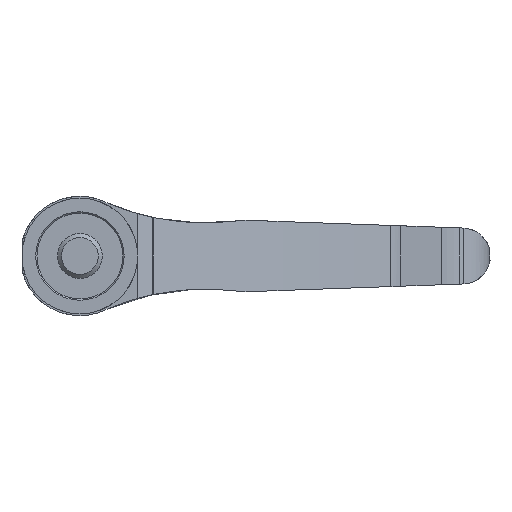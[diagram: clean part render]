
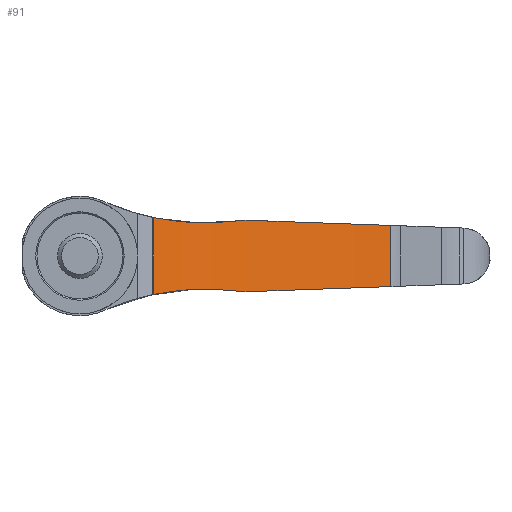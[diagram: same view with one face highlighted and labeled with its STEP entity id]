
A CAD part, front view. The second image highlights one B-rep face of the part: STEP entity #91.
In plain terms, the highlighted cylindrical face has radius 289.16 mm (diameter 578.32 mm), a partial arc.
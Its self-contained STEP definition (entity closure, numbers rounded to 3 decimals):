
#91 = ADVANCED_FACE( '', ( #228 ), #229, .F. );
#228 = FACE_OUTER_BOUND( '', #422, .T. );
#229 = CYLINDRICAL_SURFACE( '', #423, 289.16 );
#422 = EDGE_LOOP( '', ( #636, #637, #638, #639, #640, #641, #642, #643 ) );
#423 = AXIS2_PLACEMENT_3D( '', #644, #645, #646 );
#636 = ORIENTED_EDGE( '', *, *, #1110, .T. );
#637 = ORIENTED_EDGE( '', *, *, #1111, .F. );
#638 = ORIENTED_EDGE( '', *, *, #1098, .T. );
#639 = ORIENTED_EDGE( '', *, *, #1112, .T. );
#640 = ORIENTED_EDGE( '', *, *, #1113, .F. );
#641 = ORIENTED_EDGE( '', *, *, #1114, .T. );
#642 = ORIENTED_EDGE( '', *, *, #1115, .T. );
#643 = ORIENTED_EDGE( '', *, *, #1116, .F. );
#644 = CARTESIAN_POINT( '', ( 152.317, -223.239, 32. ) );
#645 = DIRECTION( '', ( 0., 0., 1. ) );
#646 = DIRECTION( '', ( -1., 0., 0. ) );
#1098 = EDGE_CURVE( '', #1298, #1299, #1300, .T. );
#1110 = EDGE_CURVE( '', #1318, #1319, #1320, .T. );
#1111 = EDGE_CURVE( '', #1298, #1319, #1321, .T. );
#1112 = EDGE_CURVE( '', #1299, #1322, #1323, .F. );
#1113 = EDGE_CURVE( '', #1324, #1322, #1325, .T. );
#1114 = EDGE_CURVE( '', #1324, #1326, #1327, .F. );
#1115 = EDGE_CURVE( '', #1326, #1328, #1329, .T. );
#1116 = EDGE_CURVE( '', #1318, #1328, #1330, .T. );
#1298 = VERTEX_POINT( '', #1583 );
#1299 = VERTEX_POINT( '', #1584 );
#1300 = B_SPLINE_CURVE_WITH_KNOTS( '', 3, ( #1585, #1586, #1587, #1588 ), .UNSPECIFIED., .F., .F., ( 4, 4 ), ( 0., 0.002 ), .UNSPECIFIED. );
#1318 = VERTEX_POINT( '', #1612 );
#1319 = VERTEX_POINT( '', #1613 );
#1320 = LINE( '', #1614, #1615 );
#1321 = B_SPLINE_CURVE_WITH_KNOTS( '', 3, ( #1616, #1617, #1618, #1619, #1620, #1621 ), .UNSPECIFIED., .F., .F., ( 4, 2, 4 ), ( 0., 0.013, 0.025 ), .UNSPECIFIED. );
#1322 = VERTEX_POINT( '', #1622 );
#1323 = ELLIPSE( '', #1623, 289.347, 289.16 );
#1324 = VERTEX_POINT( '', #1624 );
#1325 = LINE( '', #1625, #1626 );
#1326 = VERTEX_POINT( '', #1627 );
#1327 = ELLIPSE( '', #1628, 289.347, 289.16 );
#1328 = VERTEX_POINT( '', #1629 );
#1329 = B_SPLINE_CURVE_WITH_KNOTS( '', 3, ( #1630, #1631, #1632, #1633 ), .UNSPECIFIED., .F., .F., ( 4, 4 ), ( 0., 0.002 ), .UNSPECIFIED. );
#1330 = B_SPLINE_CURVE_WITH_KNOTS( '', 3, ( #1634, #1635, #1636, #1637, #1638, #1639 ), .UNSPECIFIED., .F., .F., ( 4, 2, 4 ), ( 0., 0.013, 0.025 ), .UNSPECIFIED. );
#1583 = CARTESIAN_POINT( '', ( 42.804, 44.381, -9.45 ) );
#1584 = CARTESIAN_POINT( '', ( 45.114, 45.315, -9.564 ) );
#1585 = CARTESIAN_POINT( '', ( 42.804, 44.381, -9.45 ) );
#1586 = CARTESIAN_POINT( '', ( 43.57, 44.694, -9.554 ) );
#1587 = CARTESIAN_POINT( '', ( 44.34, 45.006, -9.592 ) );
#1588 = CARTESIAN_POINT( '', ( 45.114, 45.315, -9.564 ) );
#1612 = CARTESIAN_POINT( '', ( 19.824, 33.781, 10.293 ) );
#1613 = CARTESIAN_POINT( '', ( 19.824, 33.781, -10.293 ) );
#1614 = CARTESIAN_POINT( '', ( 19.824, 33.781, 32. ) );
#1615 = VECTOR( '', #2256, 1000. );
#1616 = CARTESIAN_POINT( '', ( 42.804, 44.381, -9.45 ) );
#1617 = CARTESIAN_POINT( '', ( 38.876, 42.774, -8.918 ) );
#1618 = CARTESIAN_POINT( '', ( 34.998, 41.086, -8.743 ) );
#1619 = CARTESIAN_POINT( '', ( 27.339, 37.552, -9.036 ) );
#1620 = CARTESIAN_POINT( '', ( 23.558, 35.706, -9.505 ) );
#1621 = CARTESIAN_POINT( '', ( 19.824, 33.781, -10.293 ) );
#1622 = CARTESIAN_POINT( '', ( 83.209, 57.542, -8.194 ) );
#1623 = AXIS2_PLACEMENT_3D( '', #2257, #2258, #2259 );
#1624 = CARTESIAN_POINT( '', ( 83.209, 57.542, 8.194 ) );
#1625 = CARTESIAN_POINT( '', ( 83.209, 57.542, 32. ) );
#1626 = VECTOR( '', #2260, 1000. );
#1627 = CARTESIAN_POINT( '', ( 45.114, 45.315, 9.564 ) );
#1628 = AXIS2_PLACEMENT_3D( '', #2261, #2262, #2263 );
#1629 = CARTESIAN_POINT( '', ( 42.804, 44.381, 9.45 ) );
#1630 = CARTESIAN_POINT( '', ( 45.114, 45.315, 9.564 ) );
#1631 = CARTESIAN_POINT( '', ( 44.34, 45.006, 9.592 ) );
#1632 = CARTESIAN_POINT( '', ( 43.57, 44.694, 9.554 ) );
#1633 = CARTESIAN_POINT( '', ( 42.804, 44.381, 9.45 ) );
#1634 = CARTESIAN_POINT( '', ( 19.824, 33.781, 10.293 ) );
#1635 = CARTESIAN_POINT( '', ( 23.558, 35.706, 9.505 ) );
#1636 = CARTESIAN_POINT( '', ( 27.339, 37.552, 9.036 ) );
#1637 = CARTESIAN_POINT( '', ( 34.998, 41.086, 8.743 ) );
#1638 = CARTESIAN_POINT( '', ( 38.876, 42.774, 8.918 ) );
#1639 = CARTESIAN_POINT( '', ( 42.804, 44.381, 9.45 ) );
#2256 = DIRECTION( '', ( 0., 0., -1. ) );
#2257 = CARTESIAN_POINT( '', ( 152.317, -223.239, -5.708 ) );
#2258 = DIRECTION( '', ( -0.036, 0., 0.999 ) );
#2259 = DIRECTION( '', ( -0.999, 0., -0.036 ) );
#2260 = DIRECTION( '', ( 0., 0., -1. ) );
#2261 = CARTESIAN_POINT( '', ( 152.317, -223.239, 5.708 ) );
#2262 = DIRECTION( '', ( -0.036, 0., -0.999 ) );
#2263 = DIRECTION( '', ( 0.999, 0., -0.036 ) );
